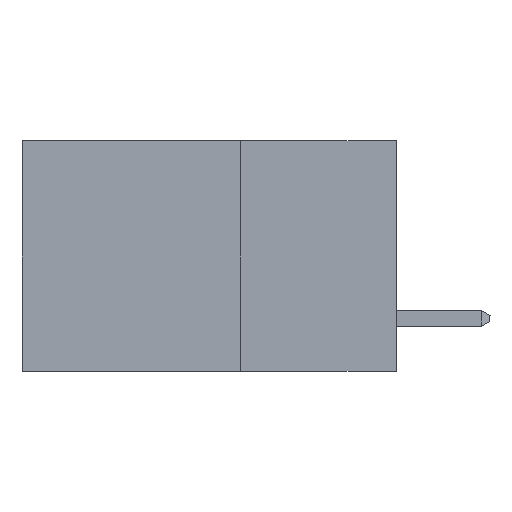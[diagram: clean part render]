
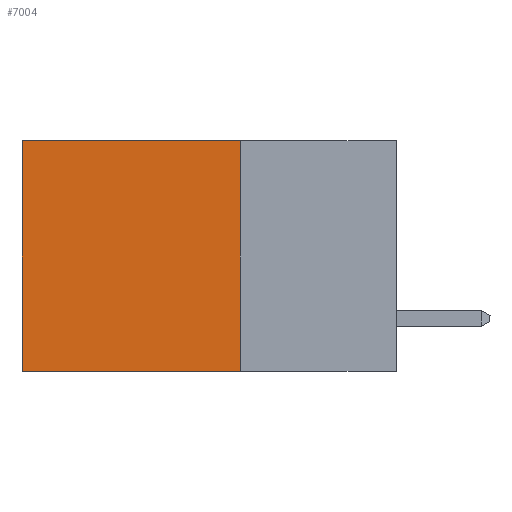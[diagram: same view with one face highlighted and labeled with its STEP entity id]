
A CAD part, left-side view. The second image highlights one B-rep face of the part: STEP entity #7004.
In plain terms, the highlighted planar face has unit normal (-1, 0, 0).
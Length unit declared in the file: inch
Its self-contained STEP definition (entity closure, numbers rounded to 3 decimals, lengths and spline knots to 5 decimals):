
#320 = LINE ( 'NONE', #2644, #3014 ) ;
#382 = DIRECTION ( 'NONE',  ( 0., 0., -1. ) ) ;
#779 = VECTOR ( 'NONE', #382, 39.37008 ) ;
#1856 = CARTESIAN_POINT ( 'NONE',  ( 0.2615, 0.25, 0. ) ) ;
#2060 = CARTESIAN_POINT ( 'NONE',  ( 0.2615, 0.6, -0.37 ) ) ;
#2297 = AXIS2_PLACEMENT_3D ( 'NONE', #5201, #8678, #12916 ) ;
#2407 = EDGE_CURVE ( 'NONE', #4051, #12621, #320, .T. ) ;
#2644 = CARTESIAN_POINT ( 'NONE',  ( 0.2615, 0.6, -0.37 ) ) ;
#2939 = VECTOR ( 'NONE', #8531, 39.37008 ) ;
#3014 = VECTOR ( 'NONE', #4818, 39.37008 ) ;
#3092 = LINE ( 'NONE', #11933, #2939 ) ;
#3147 = LINE ( 'NONE', #1856, #13023 ) ;
#4051 = VERTEX_POINT ( 'NONE', #7947 ) ;
#4601 = CARTESIAN_POINT ( 'NONE',  ( 0.2615, 0.25, -0.37 ) ) ;
#4611 = VERTEX_POINT ( 'NONE', #5071 ) ;
#4818 = DIRECTION ( 'NONE',  ( 0., 0., -1. ) ) ;
#5071 = CARTESIAN_POINT ( 'NONE',  ( 0.2615, 0.25, 0. ) ) ;
#5178 = ORIENTED_EDGE ( 'NONE', *, *, #10995, .T. ) ;
#5195 = EDGE_CURVE ( 'NONE', #5615, #12621, #3092, .T. ) ;
#5201 = CARTESIAN_POINT ( 'NONE',  ( 0.2615, 0.25, -0.37 ) ) ;
#5615 = VERTEX_POINT ( 'NONE', #9871 ) ;
#6296 = ORIENTED_EDGE ( 'NONE', *, *, #14083, .F. ) ;
#6437 = PLANE ( 'NONE',  #2297 ) ;
#7004 = ADVANCED_FACE ( 'NONE', ( #7461 ), #6437, .F. ) ;
#7461 = FACE_OUTER_BOUND ( 'NONE', #8960, .T. ) ;
#7947 = CARTESIAN_POINT ( 'NONE',  ( 0.2615, 0.6, 0. ) ) ;
#8531 = DIRECTION ( 'NONE',  ( 0., 1., 0. ) ) ;
#8586 = ORIENTED_EDGE ( 'NONE', *, *, #2407, .T. ) ;
#8591 = DIRECTION ( 'NONE',  ( 0., 1., 0. ) ) ;
#8678 = DIRECTION ( 'NONE',  ( 1., 0., 0. ) ) ;
#8960 = EDGE_LOOP ( 'NONE', ( #8586, #11569, #6296, #5178 ) ) ;
#9871 = CARTESIAN_POINT ( 'NONE',  ( 0.2615, 0.25, -0.37 ) ) ;
#10995 = EDGE_CURVE ( 'NONE', #4611, #4051, #3147, .T. ) ;
#11569 = ORIENTED_EDGE ( 'NONE', *, *, #5195, .F. ) ;
#11933 = CARTESIAN_POINT ( 'NONE',  ( 0.2615, 0.25, -0.37 ) ) ;
#12433 = LINE ( 'NONE', #4601, #779 ) ;
#12621 = VERTEX_POINT ( 'NONE', #2060 ) ;
#12916 = DIRECTION ( 'NONE',  ( 0., 0., -1. ) ) ;
#13023 = VECTOR ( 'NONE', #8591, 39.37008 ) ;
#14083 = EDGE_CURVE ( 'NONE', #4611, #5615, #12433, .T. ) ;
